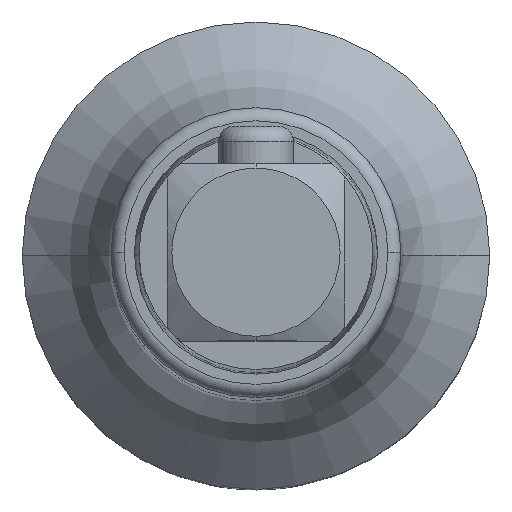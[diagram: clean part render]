
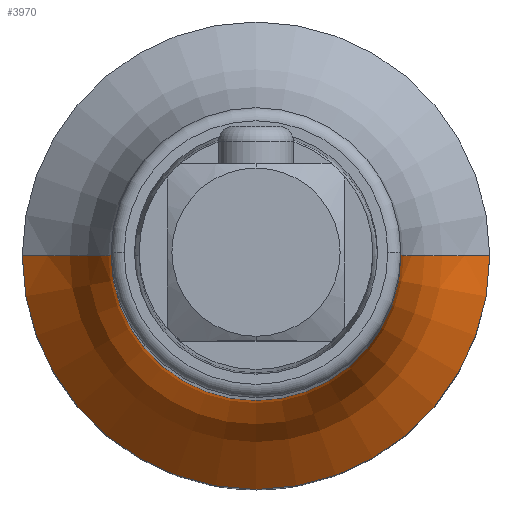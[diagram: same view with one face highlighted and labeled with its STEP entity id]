
A CAD part, top view. The second image highlights one B-rep face of the part: STEP entity #3970.
In plain terms, the highlighted toroidal (fillet/blend) face has major radius 17.75 mm and minor radius 10 mm.
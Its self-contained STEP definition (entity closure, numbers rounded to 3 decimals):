
#3444=CARTESIAN_POINT('',(0.,0.,17.2));
#3445=DIRECTION('',(0.,0.,1.));
#3446=DIRECTION('',(-1.,0.,0.));
#3447=AXIS2_PLACEMENT_3D('',#3444,#3445,#3446);
#3531=CARTESIAN_POINT('',(17.75,0.,
25.711));
#3532=DIRECTION('',(0.,1.,0.));
#3533=DIRECTION('',(-0.525,0.,-0.851));
#3534=AXIS2_PLACEMENT_3D('',#3531,#3532,#3533);
#3539=CARTESIAN_POINT('',(-17.75,0.,
25.711));
#3540=DIRECTION('',(0.,-1.,0.));
#3541=DIRECTION('',(0.525,0.,-0.851));
#3542=AXIS2_PLACEMENT_3D('',#3539,#3540,#3541);
#3555=CARTESIAN_POINT('',(0.,0.,25.711));
#3556=DIRECTION('',(0.,0.,1.));
#3557=DIRECTION('',(-1.,0.,0.));
#3558=AXIS2_PLACEMENT_3D('',#3555,#3556,#3557);
#3687=CARTESIAN_POINT('',(-12.5,0.,17.2));
#3688=CARTESIAN_POINT('',(12.5,0.,17.2));
#3689=VERTEX_POINT('',#3687);
#3690=VERTEX_POINT('',#3688);
#3691=CARTESIAN_POINT('',(-7.75,0.,25.711));
#3692=CARTESIAN_POINT('',(7.75,0.,25.711));
#3693=VERTEX_POINT('',#3691);
#3694=VERTEX_POINT('',#3692);
#3958=CARTESIAN_POINT('',(0.,0.,25.711));
#3959=DIRECTION('',(0.,0.,1.));
#3960=DIRECTION('',(-1.,0.,0.));
#3961=AXIS2_PLACEMENT_3D('',#3958,#3959,#3960);
#3962=TOROIDAL_SURFACE('',#3961,17.75,10.);
#3963=ORIENTED_EDGE('',*,*,#3892,.F.);
#3964=ORIENTED_EDGE('',*,*,#3953,.T.);
#3966=ORIENTED_EDGE('',*,*,#3965,.T.);
#3967=ORIENTED_EDGE('',*,*,#3949,.F.);
#3968=EDGE_LOOP('',(#3963,#3964,#3966,#3967));
#3969=FACE_OUTER_BOUND('',#3968,.F.);
#3970=ADVANCED_FACE('',(#3969),#3962,.F.);
#3448=CIRCLE('',#3447,12.5);
#3535=CIRCLE('',#3534,10.);
#3543=CIRCLE('',#3542,10.);
#3559=CIRCLE('',#3558,7.75);
#3892=EDGE_CURVE('',#3689,#3690,#3448,.T.);
#3949=EDGE_CURVE('',#3690,#3694,#3535,.T.);
#3953=EDGE_CURVE('',#3689,#3693,#3543,.T.);
#3965=EDGE_CURVE('',#3693,#3694,#3559,.T.);
